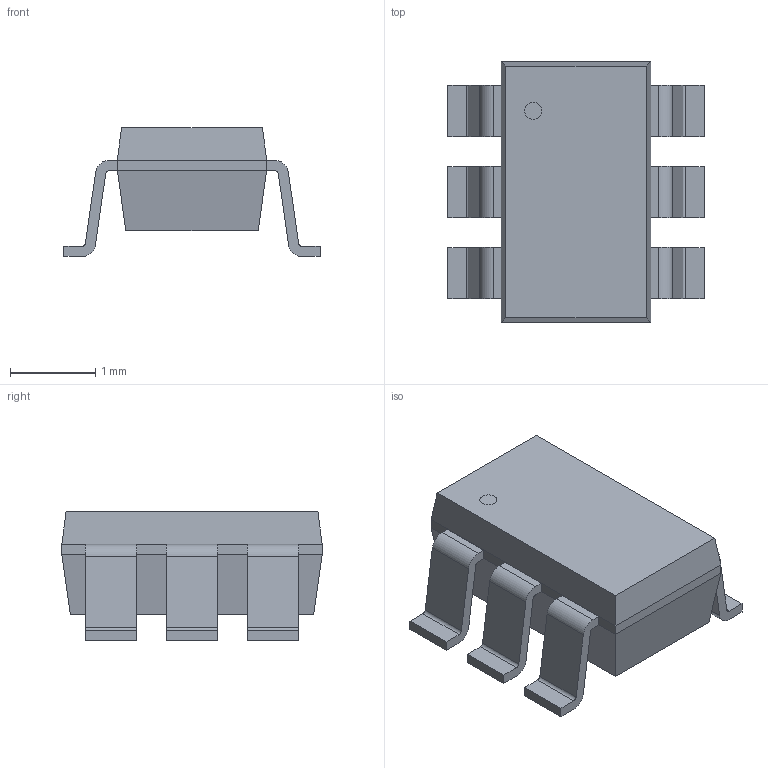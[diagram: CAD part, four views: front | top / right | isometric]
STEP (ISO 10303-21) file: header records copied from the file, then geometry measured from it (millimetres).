
FILE_DESCRIPTION(/* description */ (''),/* implementation_level */ '2;1');
FILE_NAME(/* name */ 'BQ21040DBVR v1.step',/* time_stamp */ '2023-11-20T13:38:58-05:00',/* author */ (''),/* organization */ (''),/* preprocessor_version */ 'ST-DEVELOPER v20',/* originating_system */ 'Autodesk Translation Framework v12.9.0.99',/* authorisation */ '');
FILE_SCHEMA (('AUTOMOTIVE_DESIGN { 1 0 10303 214 3 1 1 }'));
Length unit declared in the file: millimetre
Products named in the file (1): BQ21040DBVR
Bounding box: 3 x 3.05 x 1.51 mm (x, y, z)
Volume: 6.7 mm3; surface area: 34 mm2
Topology: 8 solids, 8 shells, 103 faces, 250 edges, 164 vertices
Faces by surface type: plane 77, cylinder 26
Full cylindrical faces by diameter (mm): 0.2 x2
Entity records: 3032 total; most frequent: CARTESIAN_POINT 518, DIRECTION 510, ORIENTED_EDGE 500, EDGE_CURVE 250, LINE 198, VECTOR 198, VERTEX_POINT 164, AXIS2_PLACEMENT_3D 156
